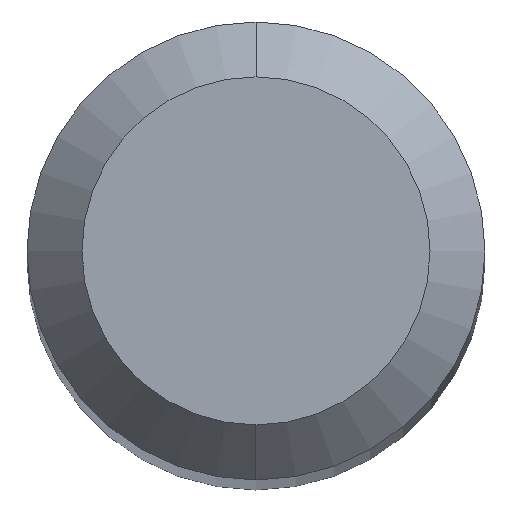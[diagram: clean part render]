
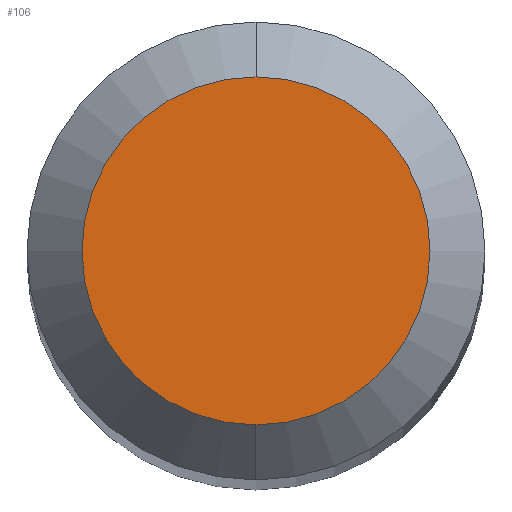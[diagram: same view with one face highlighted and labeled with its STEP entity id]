
A CAD part, top view. The second image highlights one B-rep face of the part: STEP entity #106.
In plain terms, the highlighted planar face has unit normal (0, 0, 1).
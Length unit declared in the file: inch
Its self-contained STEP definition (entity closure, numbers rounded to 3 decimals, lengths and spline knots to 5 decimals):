
#15 = ORIENTED_EDGE ( 'NONE', *, *, #474, .T. ) ;
#54 = VERTEX_POINT ( 'NONE', #283 ) ;
#75 = DIRECTION ( 'NONE',  ( 0., 0., 1. ) ) ;
#104 = AXIS2_PLACEMENT_3D ( 'NONE', #368, #384, #169 ) ;
#106 = ADVANCED_FACE ( 'NONE', ( #339 ), #548, .F. ) ;
#121 = DIRECTION ( 'NONE',  ( 0., 1., 0. ) ) ;
#153 = CIRCLE ( 'NONE', #196, 0.0475 ) ;
#169 = DIRECTION ( 'NONE',  ( 0., -1., 0. ) ) ;
#183 = CARTESIAN_POINT ( 'NONE',  ( 0., 0.0475, 0. ) ) ;
#196 = AXIS2_PLACEMENT_3D ( 'NONE', #295, #75, #505 ) ;
#258 = EDGE_LOOP ( 'NONE', ( #279, #15 ) ) ;
#275 = VERTEX_POINT ( 'NONE', #183 ) ;
#279 = ORIENTED_EDGE ( 'NONE', *, *, #511, .T. ) ;
#283 = CARTESIAN_POINT ( 'NONE',  ( 0., -0.0475, 0. ) ) ;
#295 = CARTESIAN_POINT ( 'NONE',  ( 0., 0., 0. ) ) ;
#339 = FACE_OUTER_BOUND ( 'NONE', #258, .T. ) ;
#367 = DIRECTION ( 'NONE',  ( 0., 0., -1. ) ) ;
#368 = CARTESIAN_POINT ( 'NONE',  ( 0., 0., 0. ) ) ;
#382 = CARTESIAN_POINT ( 'NONE',  ( 0., 0.0475, 0. ) ) ;
#384 = DIRECTION ( 'NONE',  ( 0., 0., 1. ) ) ;
#472 = CIRCLE ( 'NONE', #104, 0.0475 ) ;
#474 = EDGE_CURVE ( 'NONE', #54, #275, #153, .T. ) ;
#505 = DIRECTION ( 'NONE',  ( 0., -1., 0. ) ) ;
#511 = EDGE_CURVE ( 'NONE', #275, #54, #472, .T. ) ;
#528 = AXIS2_PLACEMENT_3D ( 'NONE', #382, #367, #121 ) ;
#548 = PLANE ( 'NONE',  #528 ) ;
